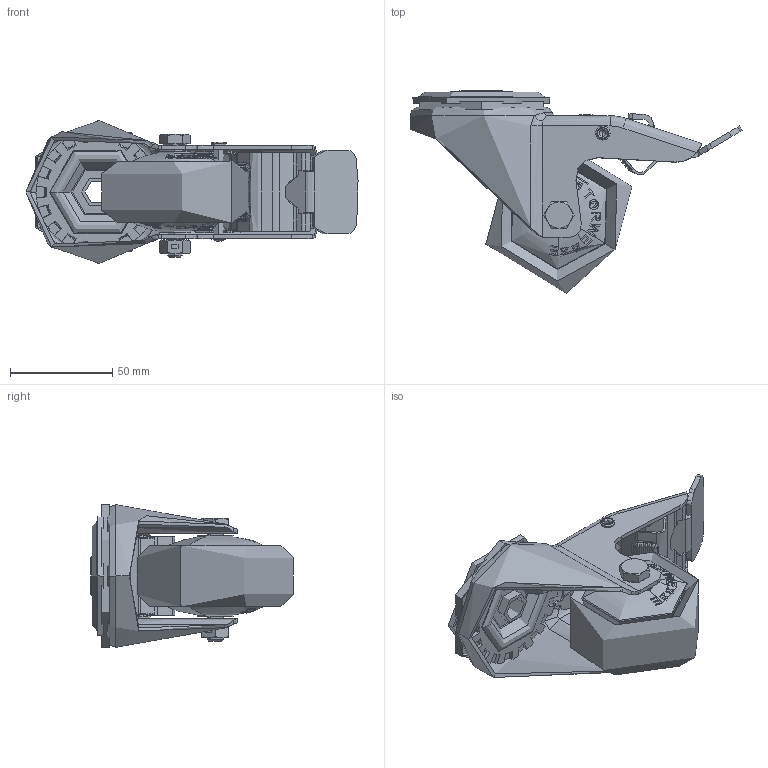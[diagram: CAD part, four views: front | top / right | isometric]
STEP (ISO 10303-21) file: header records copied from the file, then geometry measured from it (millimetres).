
FILE_DESCRIPTION (( 'STEP AP214' ), '1' );
FILE_NAME ('0056128.step', '2023-12-12T08:30:21', ( '' ), ( '' ), 'SwSTEP 2.0', 'SolidWorks 2020', '' );
FILE_SCHEMA (( 'AUTOMOTIVE_DESIGN' ));
Length unit declared in the file: millimetre
Products named in the file (1): 0056128
Bounding box: 162.71 x 99.29 x 70 mm (x, y, z)
Volume: 186262.9 mm3; surface area: 105682.7 mm2
Topology: 11 solids, 13 shells, 1513 faces, 3891 edges, 2428 vertices
Faces by surface type: bspline 452, plane 392, cylinder 360, torus 213, cone 92, sphere 4
Entity records: 86430 total; most frequent: CARTESIAN_POINT 36112, ORIENTED_EDGE 7742, DIRECTION 5951, EDGE_CURVE 3871, VERTEX_POINT 2428, AXIS2_PLACEMENT_3D 2338, EDGE_LOOP 1597, UNCERTAINTY_MEASURE_WITH_UNIT 1526
